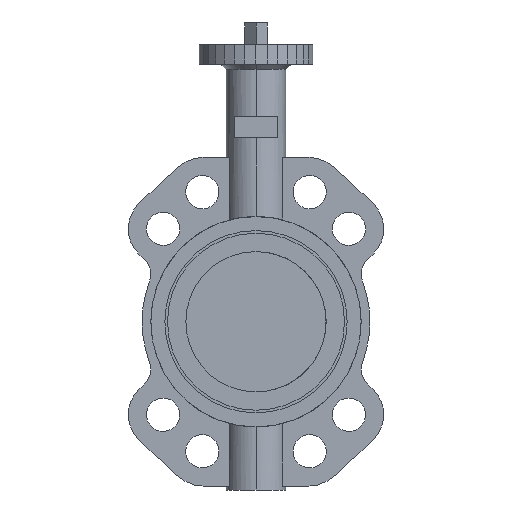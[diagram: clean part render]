
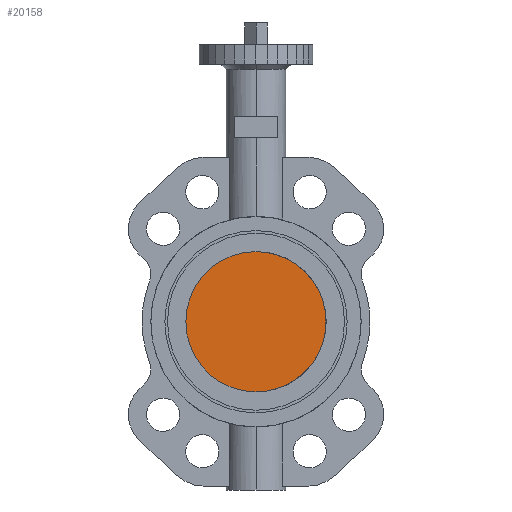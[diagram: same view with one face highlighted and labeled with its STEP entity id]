
A CAD part, left-side view. The second image highlights one B-rep face of the part: STEP entity #20158.
In plain terms, the highlighted planar face has unit normal (-1, 0, 0).
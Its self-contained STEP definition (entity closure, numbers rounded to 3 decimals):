
#20069=CARTESIAN_POINT('Vertex',(-24.8,0.,-40.)) ;
#20095=CARTESIAN_POINT('Vertex',(-24.8,0.,40.)) ;
#20099=CARTESIAN_POINT('Control Point',(-24.8,0.,-40.)) ;
#20100=CARTESIAN_POINT('Control Point',(-24.8,-6.283,-40.)) ;
#20101=CARTESIAN_POINT('Control Point',(-24.8,-12.566,-38.766)) ;
#20102=CARTESIAN_POINT('Control Point',(-24.8,-18.526,-36.298)) ;
#20103=CARTESIAN_POINT('Control Point',(-24.8,-29.157,-29.157)) ;
#20104=CARTESIAN_POINT('Control Point',(-24.8,-36.298,-18.526)) ;
#20105=CARTESIAN_POINT('Control Point',(-24.8,-38.766,-12.566)) ;
#20106=CARTESIAN_POINT('Control Point',(-24.8,-41.234,0.)) ;
#20107=CARTESIAN_POINT('Control Point',(-24.8,-38.766,12.566)) ;
#20108=CARTESIAN_POINT('Control Point',(-24.8,-36.298,18.526)) ;
#20109=CARTESIAN_POINT('Control Point',(-24.8,-29.157,29.157)) ;
#20110=CARTESIAN_POINT('Control Point',(-24.8,-18.526,36.298)) ;
#20111=CARTESIAN_POINT('Control Point',(-24.8,-12.566,38.766)) ;
#20112=CARTESIAN_POINT('Control Point',(-24.8,-6.283,40.)) ;
#20113=CARTESIAN_POINT('Control Point',(-24.8,0.,40.)) ;
#20122=CARTESIAN_POINT('Axis2P3D Location',(-24.8,0.,0.)) ;
#20149=CARTESIAN_POINT('Axis2P3D Location',(-24.8,0.,0.)) ;
#20123=DIRECTION('Axis2P3D Direction',(1.,-0.,0.)) ;
#20150=DIRECTION('Axis2P3D Direction',(-1.,-0.,-0.)) ;
#20151=DIRECTION('Axis2P3D XDirection',(0.,0.,-1.)) ;
#20124=AXIS2_PLACEMENT_3D('Circle Axis2P3D',#20122,#20123,$) ;
#20152=AXIS2_PLACEMENT_3D('Plane Axis2P3D',#20149,#20150,#20151) ;
#20125=CIRCLE('generated circle',#20124,40.) ;
#20153=PLANE('',#20152) ;
#20114=EDGE_CURVE('',#20070,#20096,#20098,.T.) ;
#20126=EDGE_CURVE('',#20096,#20070,#20125,.F.) ;
#20155=ORIENTED_EDGE('',*,*,#20114,.T.) ;
#20156=ORIENTED_EDGE('',*,*,#20126,.T.) ;
#20154=EDGE_LOOP('',(#20155,#20156)) ;
#20070=VERTEX_POINT('',#20069) ;
#20096=VERTEX_POINT('',#20095) ;
#20158=ADVANCED_FACE('1',(#20157),#20153,.T.) ;
#20098=B_SPLINE_CURVE_WITH_KNOTS('',5,(#20099,#20100,#20101,#20102,#20103,#20104,#20105,#20106,#20107,#20108,#20109,#20110,#20111,#20112,#20113),.UNSPECIFIED.,.F.,.U.,(6,3,3,3,6),(-62.832,-31.416,0.,31.416,62.832),.UNSPECIFIED.) ;
#20157=FACE_OUTER_BOUND('',#20154,.T.) ;
